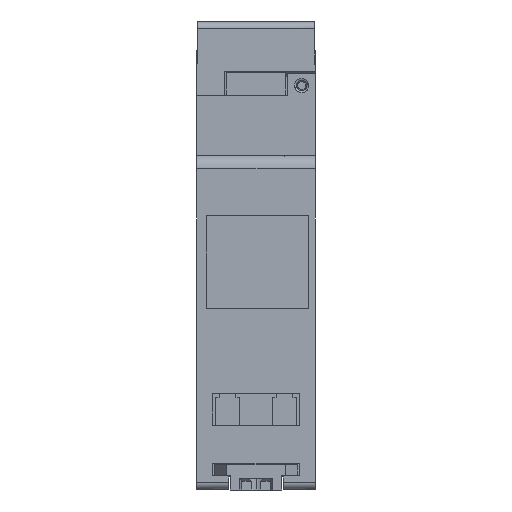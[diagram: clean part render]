
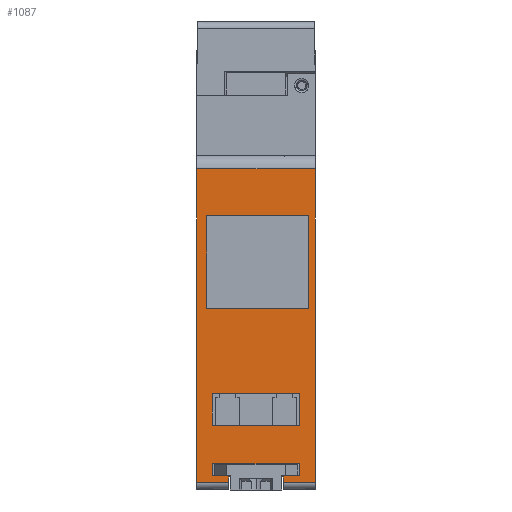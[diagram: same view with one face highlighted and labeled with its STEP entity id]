
A CAD part, front view. The second image highlights one B-rep face of the part: STEP entity #1087.
In plain terms, the highlighted planar face has unit normal (0, -1, 0).
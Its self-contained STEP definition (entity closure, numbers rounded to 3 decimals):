
#1087=ADVANCED_FACE('HAUPTK\X\D6RPER 232984',(#2944,#2945,#2946),#2947,.F.);
#2944=FACE_BOUND('',#5642,.T.);
#2945=FACE_OUTER_BOUND('',#5643,.T.);
#2946=FACE_BOUND('',#5644,.T.);
#2947=PLANE('',#5645);
#5642=EDGE_LOOP('',(#12682,#12683,#12684,#12685));
#5643=EDGE_LOOP('',(#12686,#12687,#12688,#12689,#12690,#12691,#12692,#12693,#12694,#12695,#12696,#12697));
#5644=EDGE_LOOP('',(#12698,#12699,#12700,#12701));
#5645=AXIS2_PLACEMENT_3D('',#12702,#12703,#12704);
#12682=ORIENTED_EDGE('',*,*,#21060,.F.);
#12683=ORIENTED_EDGE('',*,*,#20965,.T.);
#12684=ORIENTED_EDGE('',*,*,#21061,.F.);
#12685=ORIENTED_EDGE('',*,*,#20936,.T.);
#12686=ORIENTED_EDGE('',*,*,#21062,.F.);
#12687=ORIENTED_EDGE('',*,*,#21063,.F.);
#12688=ORIENTED_EDGE('',*,*,#21064,.T.);
#12689=ORIENTED_EDGE('',*,*,#21065,.T.);
#12690=ORIENTED_EDGE('',*,*,#21066,.F.);
#12691=ORIENTED_EDGE('',*,*,#21067,.F.);
#12692=ORIENTED_EDGE('',*,*,#21068,.F.);
#12693=ORIENTED_EDGE('',*,*,#21069,.T.);
#12694=ORIENTED_EDGE('',*,*,#21070,.F.);
#12695=ORIENTED_EDGE('',*,*,#21071,.F.);
#12696=ORIENTED_EDGE('',*,*,#21072,.F.);
#12697=ORIENTED_EDGE('',*,*,#21073,.F.);
#12698=ORIENTED_EDGE('',*,*,#21074,.T.);
#12699=ORIENTED_EDGE('',*,*,#20842,.F.);
#12700=ORIENTED_EDGE('',*,*,#20926,.T.);
#12701=ORIENTED_EDGE('',*,*,#21075,.F.);
#12702=CARTESIAN_POINT('',(0.,5.3,0.075));
#12703=DIRECTION('',(-0.0,1.0,0.0));
#12704=DIRECTION('',(1.0,0.0,0.0));
#20842=EDGE_CURVE('',#24479,#24481,#24482,.T.);
#20926=EDGE_CURVE('',#24479,#24617,#24619,.T.);
#20936=EDGE_CURVE('',#24638,#24636,#24639,.T.);
#20965=EDGE_CURVE('',#24695,#24693,#24696,.T.);
#21060=EDGE_CURVE('',#24695,#24636,#24847,.T.);
#21061=EDGE_CURVE('',#24638,#24693,#24848,.T.);
#21062=EDGE_CURVE('',#24849,#24850,#24851,.T.);
#21063=EDGE_CURVE('',#24852,#24849,#24853,.T.);
#21064=EDGE_CURVE('',#24852,#24854,#24855,.T.);
#21065=EDGE_CURVE('',#24854,#24856,#24857,.T.);
#21066=EDGE_CURVE('',#24858,#24856,#24859,.T.);
#21067=EDGE_CURVE('',#24860,#24858,#24861,.T.);
#21068=EDGE_CURVE('',#24862,#24860,#24863,.T.);
#21069=EDGE_CURVE('',#24862,#24864,#24865,.T.);
#21070=EDGE_CURVE('',#24866,#24864,#24867,.T.);
#21071=EDGE_CURVE('',#24868,#24866,#24869,.T.);
#21072=EDGE_CURVE('',#24870,#24868,#24871,.T.);
#21073=EDGE_CURVE('',#24850,#24870,#24872,.T.);
#21074=EDGE_CURVE('',#24873,#24481,#24874,.T.);
#21075=EDGE_CURVE('',#24873,#24617,#24875,.T.);
#24479=VERTEX_POINT('',#30104);
#24481=VERTEX_POINT('',#30107);
#24482=LINE('',#30108,#30109);
#24617=VERTEX_POINT('',#30291);
#24619=LINE('',#30294,#30295);
#24636=VERTEX_POINT('',#30317);
#24638=VERTEX_POINT('',#30320);
#24639=LINE('',#30321,#30322);
#24693=VERTEX_POINT('',#30402);
#24695=VERTEX_POINT('',#30405);
#24696=LINE('',#30406,#30407);
#24847=LINE('',#30655,#30656);
#24848=LINE('',#30657,#30658);
#24849=VERTEX_POINT('',#30659);
#24850=VERTEX_POINT('',#30660);
#24851=LINE('',#30661,#30662);
#24852=VERTEX_POINT('',#30663);
#24853=LINE('',#30664,#30665);
#24854=VERTEX_POINT('',#30666);
#24855=LINE('',#30667,#30668);
#24856=VERTEX_POINT('',#30669);
#24857=LINE('',#30670,#30671);
#24858=VERTEX_POINT('',#30672);
#24859=LINE('',#30673,#30674);
#24860=VERTEX_POINT('',#30675);
#24861=LINE('',#30676,#30677);
#24862=VERTEX_POINT('',#30678);
#24863=LINE('',#30679,#30680);
#24864=VERTEX_POINT('',#30681);
#24865=LINE('',#30682,#30683);
#24866=VERTEX_POINT('',#30684);
#24867=LINE('',#30685,#30686);
#24868=VERTEX_POINT('',#30687);
#24869=LINE('',#30688,#30689);
#24870=VERTEX_POINT('',#30690);
#24871=LINE('',#30691,#30692);
#24872=LINE('',#30693,#30694);
#24873=VERTEX_POINT('',#30695);
#24874=LINE('',#30696,#30697);
#24875=LINE('',#30698,#30699);
#30104=CARTESIAN_POINT('',(16.85,5.3,27.184));
#30107=CARTESIAN_POINT('',(16.85,5.3,41.266));
#30108=CARTESIAN_POINT('',(16.85,5.3,0.075));
#30109=VECTOR('',#38516,1.0);
#30291=CARTESIAN_POINT('',(1.5,5.3,27.264));
#30294=CARTESIAN_POINT('',(9.426,5.3,27.222));
#30295=VECTOR('',#38622,1.0);
#30317=CARTESIAN_POINT('',(15.525,5.3,14.56));
#30320=CARTESIAN_POINT('',(2.325,5.3,14.49));
#30321=CARTESIAN_POINT('',(9.839,5.3,14.53));
#30322=VECTOR('',#38634,1.0);
#30402=CARTESIAN_POINT('',(2.325,5.3,9.71));
#30405=CARTESIAN_POINT('',(15.525,5.3,9.64));
#30406=CARTESIAN_POINT('',(9.839,5.3,9.67));
#30407=VECTOR('',#38662,1.0);
#30655=CARTESIAN_POINT('',(15.525,5.3,32.7));
#30656=VECTOR('',#38746,1.0);
#30657=CARTESIAN_POINT('',(2.325,5.3,12.1));
#30658=VECTOR('',#38747,1.0);
#30659=CARTESIAN_POINT('',(17.85,5.3,48.225));
#30660=CARTESIAN_POINT('',(17.85,5.3,1.075));
#30661=CARTESIAN_POINT('',(17.85,5.3,7.187));
#30662=VECTOR('',#38748,1.0);
#30663=CARTESIAN_POINT('',(0.,5.3,48.225));
#30664=CARTESIAN_POINT('',(8.925,5.3,48.225));
#30665=VECTOR('',#38749,1.0);
#30666=CARTESIAN_POINT('',(0.,5.3,1.075));
#30667=CARTESIAN_POINT('',(0.0,5.3,24.65));
#30668=VECTOR('',#38750,1.0);
#30669=CARTESIAN_POINT('',(4.85,5.3,1.126));
#30670=CARTESIAN_POINT('',(2.425,5.3,1.1));
#30671=VECTOR('',#38751,1.0);
#30672=CARTESIAN_POINT('',(4.85,5.3,2.125));
#30673=CARTESIAN_POINT('',(4.85,5.3,1.625));
#30674=VECTOR('',#38752,1.0);
#30675=CARTESIAN_POINT('',(2.45,5.3,2.125));
#30676=CARTESIAN_POINT('',(4.225,5.3,2.125));
#30677=VECTOR('',#38753,1.0);
#30678=CARTESIAN_POINT('',(2.45,5.3,3.975));
#30679=CARTESIAN_POINT('',(2.45,5.3,0.075));
#30680=VECTOR('',#38754,1.0);
#30681=CARTESIAN_POINT('',(15.4,5.3,3.975));
#30682=CARTESIAN_POINT('',(9.963,5.3,3.975));
#30683=VECTOR('',#38755,1.0);
#30684=CARTESIAN_POINT('',(15.4,5.3,2.125));
#30685=CARTESIAN_POINT('',(15.4,5.3,32.7));
#30686=VECTOR('',#38756,1.0);
#30687=CARTESIAN_POINT('',(13.,5.3,2.125));
#30688=CARTESIAN_POINT('',(13.,5.3,2.125));
#30689=VECTOR('',#38757,1.0);
#30690=CARTESIAN_POINT('',(13.,5.3,1.126));
#30691=CARTESIAN_POINT('',(13.,5.3,0.075));
#30692=VECTOR('',#38758,1.0);
#30693=CARTESIAN_POINT('',(17.86,5.3,1.075));
#30694=VECTOR('',#38759,1.0);
#30695=CARTESIAN_POINT('',(1.5,5.3,41.186));
#30696=CARTESIAN_POINT('',(9.426,5.3,41.228));
#30697=VECTOR('',#38760,1.0);
#30698=CARTESIAN_POINT('',(1.5,5.3,34.225));
#30699=VECTOR('',#38761,1.0);
#38516=DIRECTION('',(0.,0.0,1.0));
#38622=DIRECTION('',(-1.,0.0,0.005));
#38634=DIRECTION('',(1.,0.0,0.005));
#38662=DIRECTION('',(-1.,0.0,0.005));
#38746=DIRECTION('',(0.,0.0,1.0));
#38747=DIRECTION('',(0.,0.0,-1.0));
#38748=DIRECTION('',(0.,0.0,-1.0));
#38749=DIRECTION('',(1.0,0.0,0.));
#38750=DIRECTION('',(0.,0.0,-1.0));
#38751=DIRECTION('',(1.,0.0,0.01));
#38752=DIRECTION('',(0.,0.0,-1.0));
#38753=DIRECTION('',(1.0,0.0,0.));
#38754=DIRECTION('',(0.,0.0,-1.0));
#38755=DIRECTION('',(1.0,0.0,0.));
#38756=DIRECTION('',(0.,0.0,1.0));
#38757=DIRECTION('',(1.0,0.0,0.));
#38758=DIRECTION('',(0.,0.0,1.0));
#38759=DIRECTION('',(-1.,0.0,0.01));
#38760=DIRECTION('',(1.,0.0,0.005));
#38761=DIRECTION('',(0.,0.0,-1.0));
